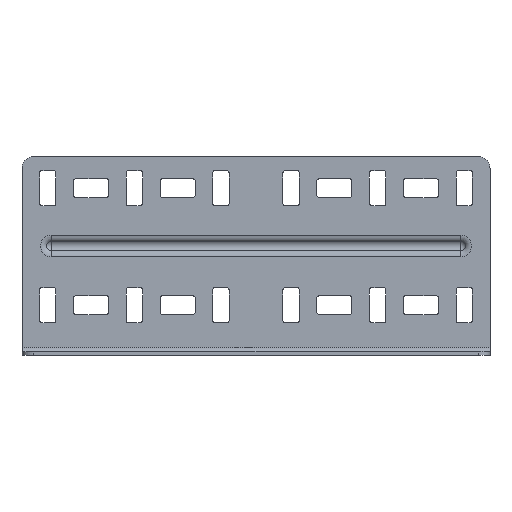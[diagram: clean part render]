
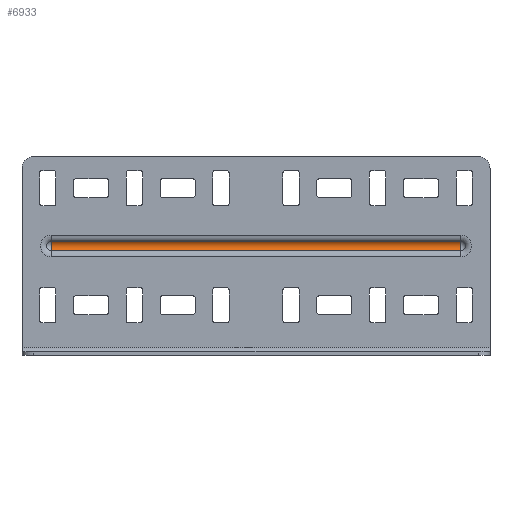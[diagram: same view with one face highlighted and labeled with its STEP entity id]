
A CAD part, top view. The second image highlights one B-rep face of the part: STEP entity #6933.
In plain terms, the highlighted cylindrical face has radius 2.5 mm (diameter 5 mm), a partial arc.
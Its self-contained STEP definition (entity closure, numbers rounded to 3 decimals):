
#56 = CARTESIAN_POINT ( 'NONE',  ( 87.5, 48.867, 0.136 ) ) ;
#498 = AXIS2_PLACEMENT_3D ( 'NONE', #5666, #7105, #7475 ) ;
#1082 = DIRECTION ( 'NONE',  ( 1., 0., 0. ) ) ;
#1114 = LINE ( 'NONE', #2131, #4093 ) ;
#1173 = CARTESIAN_POINT ( 'NONE',  ( 87.5, 46.772, 1.5 ) ) ;
#1175 = VERTEX_POINT ( 'NONE', #4696 ) ;
#1256 = ORIENTED_EDGE ( 'NONE', *, *, #2825, .F. ) ;
#1897 = CARTESIAN_POINT ( 'NONE',  ( -87.5, 46.772, 1.5 ) ) ;
#1941 = ORIENTED_EDGE ( 'NONE', *, *, #5187, .T. ) ;
#2126 = CARTESIAN_POINT ( 'NONE',  ( 87.5, 44.677, 0.136 ) ) ;
#2131 = CARTESIAN_POINT ( 'NONE',  ( -90., 48.867, 0.136 ) ) ;
#2195 = ORIENTED_EDGE ( 'NONE', *, *, #2597, .F. ) ;
#2280 = CIRCLE ( 'NONE', #5771, 2.5 ) ;
#2373 = DIRECTION ( 'NONE',  ( 0., 1., 0. ) ) ;
#2597 = EDGE_CURVE ( 'NONE', #1175, #4324, #2280, .T. ) ;
#2825 = EDGE_CURVE ( 'NONE', #4324, #3784, #1114, .T. ) ;
#3528 = DIRECTION ( 'NONE',  ( 0., 1., 0. ) ) ;
#3588 = VERTEX_POINT ( 'NONE', #2126 ) ;
#3784 = VERTEX_POINT ( 'NONE', #56 ) ;
#3799 = AXIS2_PLACEMENT_3D ( 'NONE', #1173, #4647, #2373 ) ;
#3897 = EDGE_CURVE ( 'NONE', #3588, #1175, #7136, .T. ) ;
#4082 = CYLINDRICAL_SURFACE ( 'NONE', #498, 2.5 ) ;
#4093 = VECTOR ( 'NONE', #1082, 1000. ) ;
#4100 = VECTOR ( 'NONE', #4231, 1000. ) ;
#4231 = DIRECTION ( 'NONE',  ( -1., 0., 0. ) ) ;
#4324 = VERTEX_POINT ( 'NONE', #4881 ) ;
#4486 = FACE_OUTER_BOUND ( 'NONE', #5148, .T. ) ;
#4647 = DIRECTION ( 'NONE',  ( 1., 0., 0. ) ) ;
#4696 = CARTESIAN_POINT ( 'NONE',  ( -87.5, 44.677, 0.136 ) ) ;
#4770 = CARTESIAN_POINT ( 'NONE',  ( -90., 44.677, 0.136 ) ) ;
#4881 = CARTESIAN_POINT ( 'NONE',  ( -87.5, 48.867, 0.136 ) ) ;
#5148 = EDGE_LOOP ( 'NONE', ( #1941, #1256, #2195, #5361 ) ) ;
#5187 = EDGE_CURVE ( 'NONE', #3588, #3784, #5269, .T. ) ;
#5269 = CIRCLE ( 'NONE', #3799, 2.5 ) ;
#5361 = ORIENTED_EDGE ( 'NONE', *, *, #3897, .F. ) ;
#5666 = CARTESIAN_POINT ( 'NONE',  ( -90., 46.772, 1.5 ) ) ;
#5771 = AXIS2_PLACEMENT_3D ( 'NONE', #1897, #7208, #3528 ) ;
#6933 = ADVANCED_FACE ( 'NONE', ( #4486 ), #4082, .F. ) ;
#7105 = DIRECTION ( 'NONE',  ( 1., 0., 0. ) ) ;
#7136 = LINE ( 'NONE', #4770, #4100 ) ;
#7208 = DIRECTION ( 'NONE',  ( 1., 0., 0. ) ) ;
#7475 = DIRECTION ( 'NONE',  ( 0., -1., 0. ) ) ;
